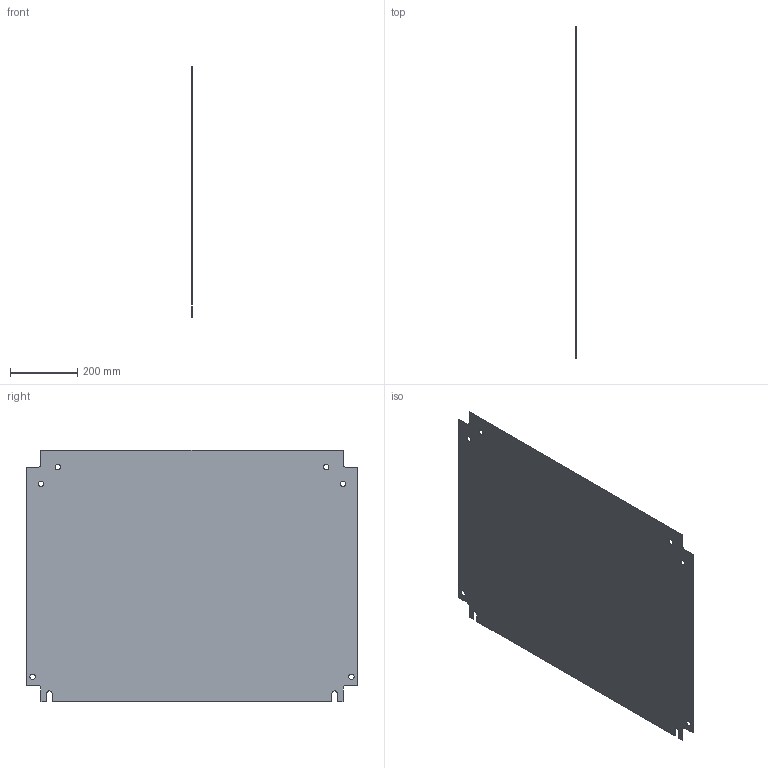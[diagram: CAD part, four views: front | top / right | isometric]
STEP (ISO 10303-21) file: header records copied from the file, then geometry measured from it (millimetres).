
FILE_DESCRIPTION(/* description */ (''),/* implementation_level */ '2;1');
FILE_NAME(/* name */ 'HE-12.step',/* time_stamp */ '2024-05-09T15:53:49+01:00',/* author */ (''),/* organization */ (''),/* preprocessor_version */ 'ST-DEVELOPER v20',/* originating_system */ 'Autodesk Translation Framework v12.20.1.177',/* authorisation */ '');
FILE_SCHEMA (('AUTOMOTIVE_DESIGN { 1 0 10303 214 3 1 1 }'));
Length unit declared in the file: millimetre
Products named in the file (1): HE-12
Bounding box: 1 x 988 x 749 mm (x, y, z)
Volume: 729138.7 mm3; surface area: 1462156.9 mm2
Topology: 1 solids, 1 shells, 33 faces, 93 edges, 62 vertices
Faces by surface type: plane 20, cylinder 13
Full cylindrical faces by diameter (mm): 16.16 x5
Entity records: 1130 total; most frequent: CARTESIAN_POINT 189, DIRECTION 187, ORIENTED_EDGE 186, EDGE_CURVE 93, LINE 67, VECTOR 67, VERTEX_POINT 62, AXIS2_PLACEMENT_3D 60
